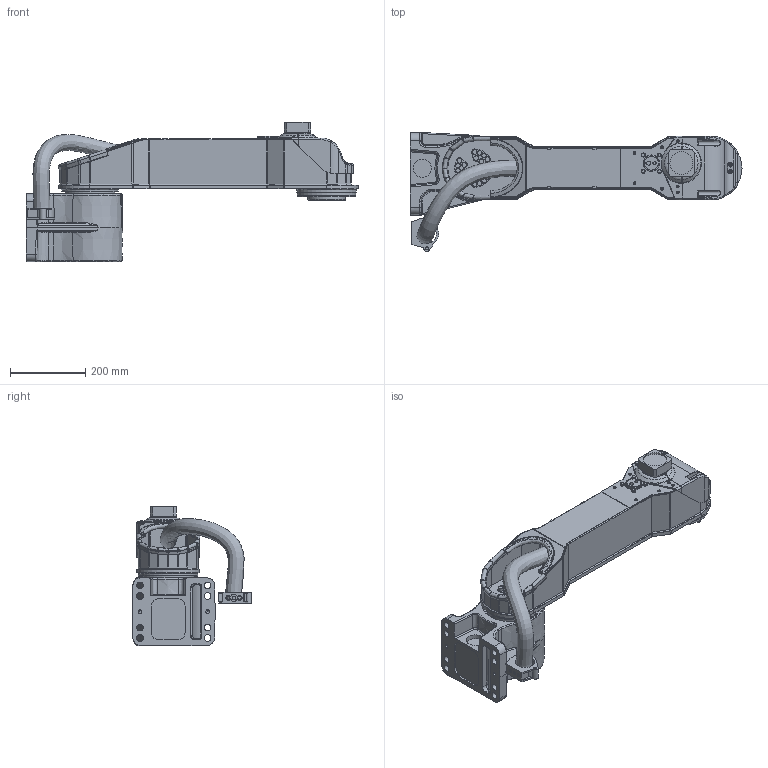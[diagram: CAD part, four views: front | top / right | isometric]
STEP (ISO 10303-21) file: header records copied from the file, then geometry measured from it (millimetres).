
FILE_DESCRIPTION(/* description */ ('Norm.iam Teamplte'),/* implementation_level */ '2;1');
FILE_NAME(/* name */ '3D-model_AT_00032.stp',/* time_stamp */ '2024-04-11T14:05:42+02:00',/* author */ ('tim.stocker'),/* organization */ (''),/* preprocessor_version */ 'ST-DEVELOPER v19.2',/* originating_system */ 'Autodesk Inventor 2023',/* authorisation */ '');
FILE_SCHEMA (('AUTOMOTIVE_DESIGN { 1 0 10303 214 3 1 1 }'));
Products named in the file (5): AT_00032_DUMMY sCara2-810-60kg; MT_WST00114143 Dummy Grundgestell; MT_WST00116568; MT_WST00102744 Spannschelle; MT_WST00114698 Kabelbaum
Assembly tree (4 placements, depth 2):
  AT_00032_DUMMY sCara2-810-60kg
    MT_WST00114143 Dummy Grundgestell
    MT_WST00116568
    MT_WST00102744 Spannschelle
    MT_WST00114698 Kabelbaum
Bounding box: 883.5 x 316.8 x 370.2 mm (x, y, z)
Volume: 15236109.3 mm3; surface area: 1156952.8 mm2
Topology: 3 solids, 4 shells, 1828 faces, 4566 edges, 2839 vertices
Faces by surface type: plane 695, bspline 477, cylinder 428, cone 122, torus 102, sphere 4
Full cylindrical faces by diameter (mm): 3.242 x2, 3.8 x2, 4 x2, 4.134 x5, 6.647 x10, 7.6 x11, 7.8 x1, 8 x3, 8.9 x4, 9 x3, 9.8 x2, 10 x28, 13 x18, 13.5 x4, 14 x4, 15 x4, 17 x1, 17.5 x8, 26 x8, 29.461 x1, 30 x2, 44 x1, 48.376 x1, 50 x2, 57 x1, 61 x1, 62 x1, 68 x2, 80 x1, 100 x3
Entity records: 69696 total; most frequent: CARTESIAN_POINT 25641, ORIENTED_EDGE 9060, DIRECTION 8439, EDGE_CURVE 4531, AXIS2_PLACEMENT_3D 3188, VERTEX_POINT 2837, LINE 2063, VECTOR 2063
